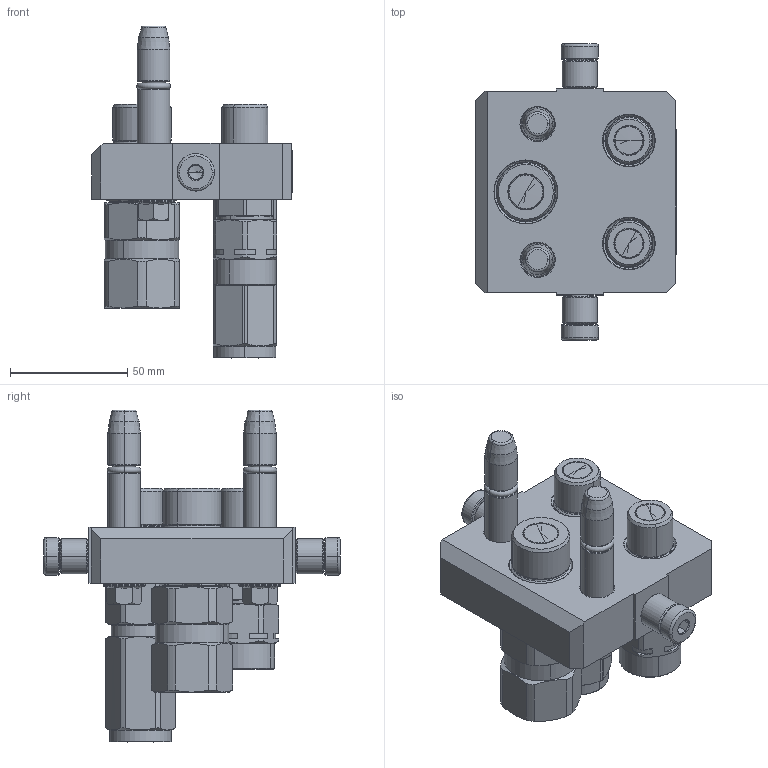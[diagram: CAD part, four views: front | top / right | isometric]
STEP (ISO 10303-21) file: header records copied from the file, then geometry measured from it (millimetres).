
FILE_DESCRIPTION (( 'STEP AP214' ), '1' );
FILE_NAME ('FASTER.step', '2025-01-15T07:33:27', ( '' ), ( '' ), 'SwSTEP 2.0', 'SolidWorks 2017', '' );
FILE_SCHEMA (( 'AUTOMOTIVE_DESIGN' ));
Length unit declared in the file: millimetre
Products named in the file (13): 2ffnp12-18g_m; or2_62x9_19_m; 3ffnp38-38s_m; et002; 4830_028_1000_011; FASTER; 4830_021_0000_000; 4830_013_3000_030; P306_M_BASE; 4820_010_0000_001; 1540_080_0008_000; 2ffnp38_gas_m2v
Assembly tree (17 placements, depth 3):
  FASTER
    P306_M_BASE
      4820_010_0000_001
      4830_021_0000_000  x2
      1540_080_0008_000  x2
      4830_013_3000_030  x2
      4830_028_1000_011  x2
      or2_62x9_19_m  x2
    2ffnp12-18g_m
    3ffnp38-38s_m
      3ffnp38-38s_m
    2ffnp38_gas_m2v
    et002
Bounding box: 85.8 x 126.6 x 141.8 mm (x, y, z)
Volume: 58697.8 mm3; surface area: 98898.3 mm2
Topology: 9 solids, 37 shells, 2086 faces, 5489 edges, 3535 vertices
Faces by surface type: plane 1212, cone 342, cylinder 336, torus 105, bspline 91
Entity records: 71777 total; most frequent: CARTESIAN_POINT 19680, ORIENTED_EDGE 9979, DIRECTION 9347, EDGE_CURVE 5097, LINE 3499, VECTOR 3499, VERTEX_POINT 3311, AXIS2_PLACEMENT_3D 2924
